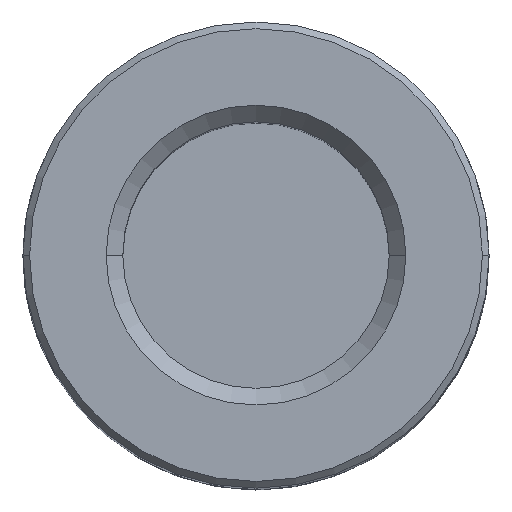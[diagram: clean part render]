
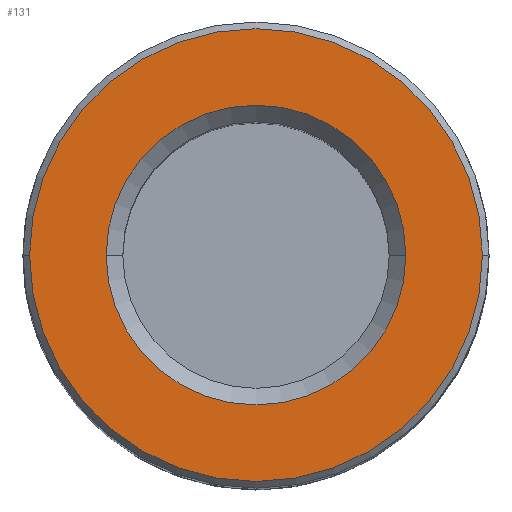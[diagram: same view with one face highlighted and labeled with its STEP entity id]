
A CAD part, top view. The second image highlights one B-rep face of the part: STEP entity #131.
In plain terms, the highlighted planar face has unit normal (0, 0, 1).
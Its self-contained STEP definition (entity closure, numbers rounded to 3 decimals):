
#9 = VERTEX_POINT ( 'NONE', #471 ) ;
#52 = AXIS2_PLACEMENT_3D ( 'NONE', #262, #560, #946 ) ;
#83 = EDGE_LOOP ( 'NONE', ( #237, #598 ) ) ;
#102 = CARTESIAN_POINT ( 'NONE',  ( 0., 0., 80. ) ) ;
#105 = AXIS2_PLACEMENT_3D ( 'NONE', #884, #314, #358 ) ;
#131 = ADVANCED_FACE ( 'NONE', ( #532, #332 ), #811, .T. ) ;
#141 = CARTESIAN_POINT ( 'NONE',  ( -17., 0., 80. ) ) ;
#196 = CIRCLE ( 'NONE', #328, 11.25 ) ;
#237 = ORIENTED_EDGE ( 'NONE', *, *, #300, .F. ) ;
#245 = DIRECTION ( 'NONE',  ( 0., 0., 1. ) ) ;
#250 = DIRECTION ( 'NONE',  ( 0., 0., 1. ) ) ;
#262 = CARTESIAN_POINT ( 'NONE',  ( 0., 0., 80. ) ) ;
#275 = CARTESIAN_POINT ( 'NONE',  ( 11.25, 0., 80. ) ) ;
#276 = VERTEX_POINT ( 'NONE', #141 ) ;
#277 = AXIS2_PLACEMENT_3D ( 'NONE', #623, #324, #913 ) ;
#300 = EDGE_CURVE ( 'NONE', #897, #9, #196, .T. ) ;
#314 = DIRECTION ( 'NONE',  ( 0., 0., 1. ) ) ;
#324 = DIRECTION ( 'NONE',  ( 0., 0., 1. ) ) ;
#328 = AXIS2_PLACEMENT_3D ( 'NONE', #102, #245, #896 ) ;
#332 = FACE_BOUND ( 'NONE', #83, .T. ) ;
#344 = VERTEX_POINT ( 'NONE', #732 ) ;
#358 = DIRECTION ( 'NONE',  ( 1., 0., 0. ) ) ;
#388 = EDGE_LOOP ( 'NONE', ( #649, #814 ) ) ;
#428 = CIRCLE ( 'NONE', #105, 17. ) ;
#454 = EDGE_CURVE ( 'NONE', #276, #344, #428, .T. ) ;
#471 = CARTESIAN_POINT ( 'NONE',  ( -11.25, 0., 80. ) ) ;
#491 = DIRECTION ( 'NONE',  ( 1., 0., 0. ) ) ;
#504 = EDGE_CURVE ( 'NONE', #344, #276, #517, .T. ) ;
#517 = CIRCLE ( 'NONE', #52, 17. ) ;
#532 = FACE_OUTER_BOUND ( 'NONE', #388, .T. ) ;
#560 = DIRECTION ( 'NONE',  ( 0., 0., 1. ) ) ;
#598 = ORIENTED_EDGE ( 'NONE', *, *, #693, .F. ) ;
#603 = AXIS2_PLACEMENT_3D ( 'NONE', #703, #250, #491 ) ;
#623 = CARTESIAN_POINT ( 'NONE',  ( 0., 0., 80. ) ) ;
#635 = CIRCLE ( 'NONE', #603, 11.25 ) ;
#649 = ORIENTED_EDGE ( 'NONE', *, *, #454, .T. ) ;
#693 = EDGE_CURVE ( 'NONE', #9, #897, #635, .T. ) ;
#703 = CARTESIAN_POINT ( 'NONE',  ( 0., 0., 80. ) ) ;
#732 = CARTESIAN_POINT ( 'NONE',  ( 17., 0., 80. ) ) ;
#811 = PLANE ( 'NONE',  #277 ) ;
#814 = ORIENTED_EDGE ( 'NONE', *, *, #504, .T. ) ;
#884 = CARTESIAN_POINT ( 'NONE',  ( 0., 0., 80. ) ) ;
#896 = DIRECTION ( 'NONE',  ( 1., 0., 0. ) ) ;
#897 = VERTEX_POINT ( 'NONE', #275 ) ;
#913 = DIRECTION ( 'NONE',  ( 1., 0., 0. ) ) ;
#946 = DIRECTION ( 'NONE',  ( 1., 0., 0. ) ) ;
